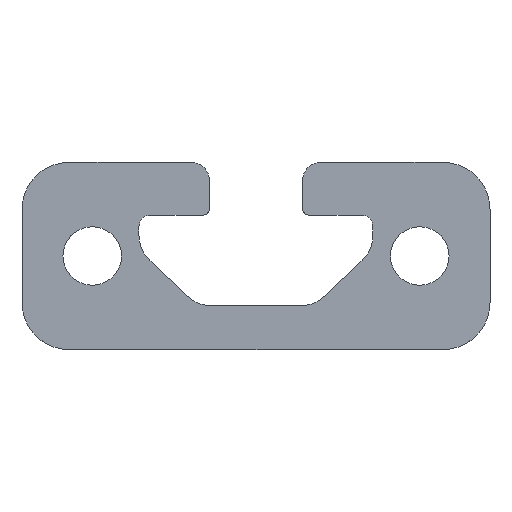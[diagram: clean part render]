
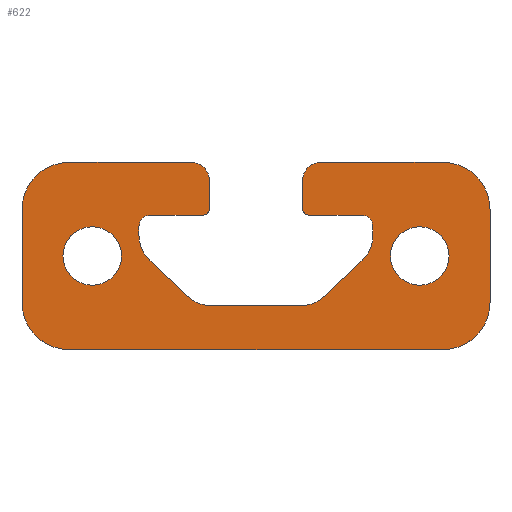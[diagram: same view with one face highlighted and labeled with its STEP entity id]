
A CAD part, top view. The second image highlights one B-rep face of the part: STEP entity #622.
In plain terms, the highlighted planar face has unit normal (0, 0, 1).
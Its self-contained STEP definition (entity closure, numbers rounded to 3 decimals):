
#15=LINE('',#895,#71);
#20=LINE('',#909,#76);
#24=LINE('',#921,#80);
#28=LINE('',#933,#84);
#32=LINE('',#945,#88);
#36=LINE('',#957,#92);
#40=LINE('',#969,#96);
#44=LINE('',#981,#100);
#48=LINE('',#993,#104);
#52=LINE('',#1005,#108);
#56=LINE('',#1017,#112);
#60=LINE('',#1029,#116);
#64=LINE('',#1041,#120);
#68=LINE('',#1053,#124);
#71=VECTOR('',#711,10.);
#76=VECTOR('',#724,10.);
#80=VECTOR('',#736,10.);
#84=VECTOR('',#748,10.);
#88=VECTOR('',#760,10.);
#92=VECTOR('',#772,10.);
#96=VECTOR('',#784,10.);
#100=VECTOR('',#796,10.);
#104=VECTOR('',#808,10.);
#108=VECTOR('',#820,10.);
#112=VECTOR('',#832,10.);
#116=VECTOR('',#844,10.);
#120=VECTOR('',#856,10.);
#124=VECTOR('',#868,10.);
#142=PLANE('',#694);
#147=FACE_BOUND('',#217,.T.);
#148=FACE_BOUND('',#218,.T.);
#180=FACE_OUTER_BOUND('',#216,.T.);
#216=EDGE_LOOP('',(#545,#546,#547,#548,#549,#550,#551,#552,#553,#554,#555,
#556,#557,#558,#559,#560,#561,#562,#563,#564,#565,#566,#567,#568,#569,#570,
#571,#572));
#217=EDGE_LOOP('',(#573));
#218=EDGE_LOOP('',(#574));
#219=CIRCLE('',#632,2.5);
#221=CIRCLE('',#635,2.5);
#223=CIRCLE('',#639,4.);
#225=CIRCLE('',#643,4.);
#227=CIRCLE('',#647,4.);
#229=CIRCLE('',#651,1.5);
#231=CIRCLE('',#655,0.5);
#233=CIRCLE('',#659,1.);
#235=CIRCLE('',#663,3.);
#237=CIRCLE('',#667,3.);
#239=CIRCLE('',#671,3.);
#241=CIRCLE('',#675,3.);
#243=CIRCLE('',#679,1.);
#245=CIRCLE('',#683,0.5);
#247=CIRCLE('',#687,1.5);
#249=CIRCLE('',#691,4.);
#251=VERTEX_POINT('',#883);
#253=VERTEX_POINT('',#888);
#255=VERTEX_POINT('',#893);
#256=VERTEX_POINT('',#894);
#259=VERTEX_POINT('',#902);
#261=VERTEX_POINT('',#908);
#263=VERTEX_POINT('',#914);
#265=VERTEX_POINT('',#920);
#267=VERTEX_POINT('',#926);
#269=VERTEX_POINT('',#932);
#271=VERTEX_POINT('',#938);
#273=VERTEX_POINT('',#944);
#275=VERTEX_POINT('',#950);
#277=VERTEX_POINT('',#956);
#279=VERTEX_POINT('',#962);
#281=VERTEX_POINT('',#968);
#283=VERTEX_POINT('',#974);
#285=VERTEX_POINT('',#980);
#287=VERTEX_POINT('',#986);
#289=VERTEX_POINT('',#992);
#291=VERTEX_POINT('',#998);
#293=VERTEX_POINT('',#1004);
#295=VERTEX_POINT('',#1010);
#297=VERTEX_POINT('',#1016);
#299=VERTEX_POINT('',#1022);
#301=VERTEX_POINT('',#1028);
#303=VERTEX_POINT('',#1034);
#305=VERTEX_POINT('',#1040);
#307=VERTEX_POINT('',#1046);
#309=VERTEX_POINT('',#1052);
#311=EDGE_CURVE('',#251,#251,#219,.T.);
#313=EDGE_CURVE('',#253,#253,#221,.T.);
#315=EDGE_CURVE('',#255,#256,#15,.T.);
#319=EDGE_CURVE('',#256,#259,#223,.T.);
#322=EDGE_CURVE('',#259,#261,#20,.T.);
#325=EDGE_CURVE('',#261,#263,#225,.T.);
#328=EDGE_CURVE('',#263,#265,#24,.T.);
#331=EDGE_CURVE('',#265,#267,#227,.T.);
#334=EDGE_CURVE('',#267,#269,#28,.T.);
#337=EDGE_CURVE('',#269,#271,#229,.T.);
#340=EDGE_CURVE('',#271,#273,#32,.T.);
#343=EDGE_CURVE('',#273,#275,#231,.T.);
#346=EDGE_CURVE('',#275,#277,#36,.T.);
#349=EDGE_CURVE('',#277,#279,#233,.T.);
#352=EDGE_CURVE('',#279,#281,#40,.T.);
#355=EDGE_CURVE('',#281,#283,#235,.T.);
#358=EDGE_CURVE('',#283,#285,#44,.T.);
#361=EDGE_CURVE('',#285,#287,#237,.T.);
#364=EDGE_CURVE('',#287,#289,#48,.T.);
#367=EDGE_CURVE('',#289,#291,#239,.T.);
#370=EDGE_CURVE('',#291,#293,#52,.T.);
#373=EDGE_CURVE('',#293,#295,#241,.T.);
#376=EDGE_CURVE('',#295,#297,#56,.T.);
#379=EDGE_CURVE('',#297,#299,#243,.T.);
#382=EDGE_CURVE('',#299,#301,#60,.T.);
#385=EDGE_CURVE('',#301,#303,#245,.T.);
#388=EDGE_CURVE('',#303,#305,#64,.T.);
#391=EDGE_CURVE('',#305,#307,#247,.T.);
#394=EDGE_CURVE('',#307,#309,#68,.T.);
#397=EDGE_CURVE('',#309,#255,#249,.T.);
#545=ORIENTED_EDGE('',*,*,#315,.F.);
#546=ORIENTED_EDGE('',*,*,#397,.F.);
#547=ORIENTED_EDGE('',*,*,#394,.F.);
#548=ORIENTED_EDGE('',*,*,#391,.F.);
#549=ORIENTED_EDGE('',*,*,#388,.F.);
#550=ORIENTED_EDGE('',*,*,#385,.F.);
#551=ORIENTED_EDGE('',*,*,#382,.F.);
#552=ORIENTED_EDGE('',*,*,#379,.F.);
#553=ORIENTED_EDGE('',*,*,#376,.F.);
#554=ORIENTED_EDGE('',*,*,#373,.F.);
#555=ORIENTED_EDGE('',*,*,#370,.F.);
#556=ORIENTED_EDGE('',*,*,#367,.F.);
#557=ORIENTED_EDGE('',*,*,#364,.F.);
#558=ORIENTED_EDGE('',*,*,#361,.F.);
#559=ORIENTED_EDGE('',*,*,#358,.F.);
#560=ORIENTED_EDGE('',*,*,#355,.F.);
#561=ORIENTED_EDGE('',*,*,#352,.F.);
#562=ORIENTED_EDGE('',*,*,#349,.F.);
#563=ORIENTED_EDGE('',*,*,#346,.F.);
#564=ORIENTED_EDGE('',*,*,#343,.F.);
#565=ORIENTED_EDGE('',*,*,#340,.F.);
#566=ORIENTED_EDGE('',*,*,#337,.F.);
#567=ORIENTED_EDGE('',*,*,#334,.F.);
#568=ORIENTED_EDGE('',*,*,#331,.F.);
#569=ORIENTED_EDGE('',*,*,#328,.F.);
#570=ORIENTED_EDGE('',*,*,#325,.F.);
#571=ORIENTED_EDGE('',*,*,#322,.F.);
#572=ORIENTED_EDGE('',*,*,#319,.F.);
#573=ORIENTED_EDGE('',*,*,#311,.T.);
#574=ORIENTED_EDGE('',*,*,#313,.T.);
#622=ADVANCED_FACE('',(#180,#147,#148),#142,.T.);
#632=AXIS2_PLACEMENT_3D('',#884,#699,#700);
#635=AXIS2_PLACEMENT_3D('',#889,#705,#706);
#639=AXIS2_PLACEMENT_3D('',#903,#717,#718);
#643=AXIS2_PLACEMENT_3D('',#915,#729,#730);
#647=AXIS2_PLACEMENT_3D('',#927,#741,#742);
#651=AXIS2_PLACEMENT_3D('',#939,#753,#754);
#655=AXIS2_PLACEMENT_3D('',#951,#765,#766);
#659=AXIS2_PLACEMENT_3D('',#963,#777,#778);
#663=AXIS2_PLACEMENT_3D('',#975,#789,#790);
#667=AXIS2_PLACEMENT_3D('',#987,#801,#802);
#671=AXIS2_PLACEMENT_3D('',#999,#813,#814);
#675=AXIS2_PLACEMENT_3D('',#1011,#825,#826);
#679=AXIS2_PLACEMENT_3D('',#1023,#837,#838);
#683=AXIS2_PLACEMENT_3D('',#1035,#849,#850);
#687=AXIS2_PLACEMENT_3D('',#1047,#861,#862);
#691=AXIS2_PLACEMENT_3D('',#1058,#873,#874);
#694=AXIS2_PLACEMENT_3D('',#1061,#879,#880);
#699=DIRECTION('center_axis',(0.,0.,-1.));
#700=DIRECTION('ref_axis',(-1.,0.,0.));
#705=DIRECTION('center_axis',(0.,0.,-1.));
#706=DIRECTION('ref_axis',(-1.,0.,0.));
#711=DIRECTION('',(0.,-1.,0.));
#717=DIRECTION('center_axis',(0.,0.,-1.));
#718=DIRECTION('ref_axis',(0.,-1.,0.));
#724=DIRECTION('',(-1.,0.,0.));
#729=DIRECTION('center_axis',(0.,0.,-1.));
#730=DIRECTION('ref_axis',(-1.,0.,0.));
#736=DIRECTION('',(0.,1.,0.));
#741=DIRECTION('center_axis',(0.,0.,-1.));
#742=DIRECTION('ref_axis',(0.,1.,0.));
#748=DIRECTION('',(1.,0.,0.));
#753=DIRECTION('center_axis',(0.,0.,-1.));
#754=DIRECTION('ref_axis',(1.,0.,0.));
#760=DIRECTION('',(0.,-1.,0.));
#765=DIRECTION('center_axis',(0.,0.,-1.));
#766=DIRECTION('ref_axis',(0.,-1.,0.));
#772=DIRECTION('',(-1.,0.,0.));
#777=DIRECTION('center_axis',(0.,0.,1.));
#778=DIRECTION('ref_axis',(0.,-1.,0.));
#784=DIRECTION('',(0.,-1.,0.));
#789=DIRECTION('center_axis',(0.,0.,1.));
#790=DIRECTION('ref_axis',(1.,0.,0.));
#796=DIRECTION('',(0.727,-0.687,0.));
#801=DIRECTION('center_axis',(0.,0.,1.));
#802=DIRECTION('ref_axis',(0.687,0.727,0.));
#808=DIRECTION('',(1.,0.,0.));
#813=DIRECTION('center_axis',(0.,0.,1.));
#814=DIRECTION('ref_axis',(0.,1.,0.));
#820=DIRECTION('',(0.727,0.687,0.));
#825=DIRECTION('center_axis',(0.,0.,1.));
#826=DIRECTION('ref_axis',(-0.687,0.727,0.));
#832=DIRECTION('',(0.,1.,0.));
#837=DIRECTION('center_axis',(0.,0.,1.));
#838=DIRECTION('ref_axis',(-1.,0.,0.));
#844=DIRECTION('',(-1.,0.,0.));
#849=DIRECTION('center_axis',(0.,0.,-1.));
#850=DIRECTION('ref_axis',(-1.,0.,0.));
#856=DIRECTION('',(0.,1.,0.));
#861=DIRECTION('center_axis',(0.,0.,-1.));
#862=DIRECTION('ref_axis',(0.,1.,0.));
#868=DIRECTION('',(1.,0.,0.));
#873=DIRECTION('center_axis',(0.,0.,-1.));
#874=DIRECTION('ref_axis',(1.,0.,0.));
#879=DIRECTION('center_axis',(0.,0.,1.));
#880=DIRECTION('ref_axis',(1.,0.,0.));
#883=CARTESIAN_POINT('',(-19.864,4.787,1.));
#884=CARTESIAN_POINT('Origin',(-22.364,4.787,1.));
#888=CARTESIAN_POINT('',(8.136,4.787,1.));
#889=CARTESIAN_POINT('Origin',(5.636,4.787,1.));
#893=CARTESIAN_POINT('',(11.636,8.787,1.));
#894=CARTESIAN_POINT('',(11.636,0.787,1.));
#895=CARTESIAN_POINT('',(11.636,0.787,1.));
#902=CARTESIAN_POINT('',(7.636,-3.213,1.));
#903=CARTESIAN_POINT('Origin',(7.636,0.787,1.));
#908=CARTESIAN_POINT('',(-24.364,-3.213,1.));
#909=CARTESIAN_POINT('',(-24.364,-3.213,1.));
#914=CARTESIAN_POINT('',(-28.364,0.787,1.));
#915=CARTESIAN_POINT('Origin',(-24.364,0.787,1.));
#920=CARTESIAN_POINT('',(-28.364,8.787,1.));
#921=CARTESIAN_POINT('',(-28.364,8.787,1.));
#926=CARTESIAN_POINT('',(-24.364,12.787,1.));
#927=CARTESIAN_POINT('Origin',(-24.364,8.787,1.));
#932=CARTESIAN_POINT('',(-13.864,12.787,1.));
#933=CARTESIAN_POINT('',(-13.864,12.787,1.));
#938=CARTESIAN_POINT('',(-12.364,11.287,1.));
#939=CARTESIAN_POINT('Origin',(-13.864,11.287,1.));
#944=CARTESIAN_POINT('',(-12.364,8.787,1.));
#945=CARTESIAN_POINT('',(-12.364,8.787,1.));
#950=CARTESIAN_POINT('',(-12.864,8.287,1.));
#951=CARTESIAN_POINT('Origin',(-12.864,8.787,1.));
#956=CARTESIAN_POINT('',(-17.364,8.287,1.));
#957=CARTESIAN_POINT('',(-17.364,8.287,1.));
#962=CARTESIAN_POINT('',(-18.364,7.287,1.));
#963=CARTESIAN_POINT('Origin',(-17.364,7.287,1.));
#968=CARTESIAN_POINT('',(-18.364,6.553,1.));
#969=CARTESIAN_POINT('',(-18.364,6.553,1.));
#974=CARTESIAN_POINT('',(-17.424,4.372,1.));
#975=CARTESIAN_POINT('Origin',(-15.364,6.553,1.));
#980=CARTESIAN_POINT('',(-14.231,1.356,1.));
#981=CARTESIAN_POINT('',(-14.231,1.356,1.));
#986=CARTESIAN_POINT('',(-12.171,0.537,1.));
#987=CARTESIAN_POINT('Origin',(-12.171,3.537,1.));
#992=CARTESIAN_POINT('',(-4.557,0.537,1.));
#993=CARTESIAN_POINT('',(-4.557,0.537,1.));
#998=CARTESIAN_POINT('',(-2.497,1.356,1.));
#999=CARTESIAN_POINT('Origin',(-4.557,3.537,1.));
#1004=CARTESIAN_POINT('',(0.696,4.372,1.));
#1005=CARTESIAN_POINT('',(0.696,4.372,1.));
#1010=CARTESIAN_POINT('',(1.636,6.553,1.));
#1011=CARTESIAN_POINT('Origin',(-1.364,6.553,1.));
#1016=CARTESIAN_POINT('',(1.636,7.287,1.));
#1017=CARTESIAN_POINT('',(1.636,7.287,1.));
#1022=CARTESIAN_POINT('',(0.636,8.287,1.));
#1023=CARTESIAN_POINT('Origin',(0.636,7.287,1.));
#1028=CARTESIAN_POINT('',(-3.864,8.287,1.));
#1029=CARTESIAN_POINT('',(-3.864,8.287,1.));
#1034=CARTESIAN_POINT('',(-4.364,8.787,1.));
#1035=CARTESIAN_POINT('Origin',(-3.864,8.787,1.));
#1040=CARTESIAN_POINT('',(-4.364,11.287,1.));
#1041=CARTESIAN_POINT('',(-4.364,11.287,1.));
#1046=CARTESIAN_POINT('',(-2.864,12.787,1.));
#1047=CARTESIAN_POINT('Origin',(-2.864,11.287,1.));
#1052=CARTESIAN_POINT('',(7.636,12.787,1.));
#1053=CARTESIAN_POINT('',(7.636,12.787,1.));
#1058=CARTESIAN_POINT('Origin',(7.636,8.787,1.));
#1061=CARTESIAN_POINT('Origin',(-8.364,4.506,1.));
